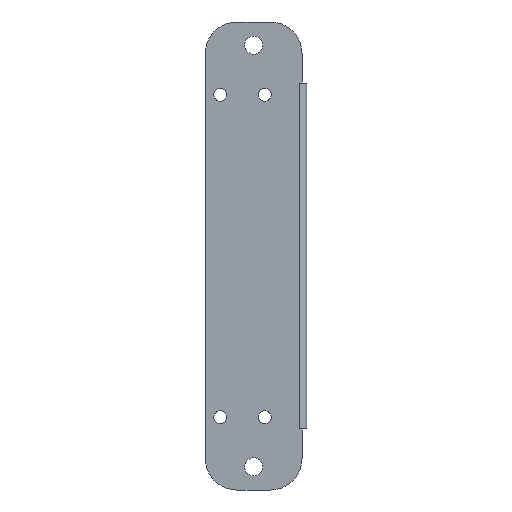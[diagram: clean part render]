
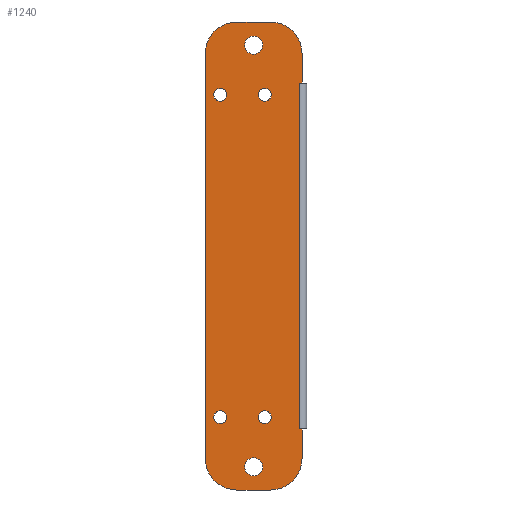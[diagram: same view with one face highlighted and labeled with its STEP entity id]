
A CAD part, left-side view. The second image highlights one B-rep face of the part: STEP entity #1240.
In plain terms, the highlighted planar face has unit normal (-1, 0, 0).
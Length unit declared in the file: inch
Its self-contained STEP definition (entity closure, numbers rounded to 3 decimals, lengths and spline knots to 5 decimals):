
#93=CARTESIAN_POINT('',(-0.0748,-0.5,-3.21457));
#94=DIRECTION('',(-1.,0.,0.));
#95=DIRECTION('',(0.,1.,0.));
#96=AXIS2_PLACEMENT_3D('',#93,#94,#95);
#111=CARTESIAN_POINT('',(-0.0748,-0.5,3.21457));
#112=DIRECTION('',(-1.,0.,0.));
#113=DIRECTION('',(0.,0.,1.));
#114=AXIS2_PLACEMENT_3D('',#111,#112,#113);
#129=CARTESIAN_POINT('',(-0.0748,-1.03543,
3.21457));
#130=DIRECTION('',(-1.,0.,0.));
#131=DIRECTION('',(0.,-1.,0.));
#132=AXIS2_PLACEMENT_3D('',#129,#130,#131);
#311=CARTESIAN_POINT('',(-0.0748,-1.03543,
-3.21457));
#312=DIRECTION('',(-1.,0.,0.));
#313=DIRECTION('',(0.,0.,-1.));
#314=AXIS2_PLACEMENT_3D('',#311,#312,#313);
#325=DIRECTION('',(0.,0.,1.));
#326=VECTOR('',#325,6.42913);
#327=CARTESIAN_POINT('',(-0.0748,0.,-3.21457));
#328=LINE('',#327,#326);
#329=DIRECTION('',(0.,-1.,0.));
#330=VECTOR('',#329,0.53543);
#331=CARTESIAN_POINT('',(-0.0748,-0.5,3.71457));
#332=LINE('',#331,#330);
#333=DIRECTION('',(0.,0.,-1.));
#334=VECTOR('',#333,0.4685);
#335=CARTESIAN_POINT('',(-0.0748,-1.53543,
3.21457));
#336=LINE('',#335,#334);
#337=DIRECTION('',(0.,-1.,0.));
#338=VECTOR('',#337,0.0374);
#339=CARTESIAN_POINT('',(-0.0748,-1.49803,
2.74606));
#340=LINE('',#339,#338);
#341=DIRECTION('',(0.,-1.,0.));
#342=VECTOR('',#341,0.0374);
#343=CARTESIAN_POINT('',(-0.0748,-1.49803,
-2.74606));
#344=LINE('',#343,#342);
#345=DIRECTION('',(0.,0.,-1.));
#346=VECTOR('',#345,0.4685);
#347=CARTESIAN_POINT('',(-0.0748,-1.53543,
-2.74606));
#348=LINE('',#347,#346);
#349=DIRECTION('',(0.,1.,0.));
#350=VECTOR('',#349,0.53543);
#351=CARTESIAN_POINT('',(-0.0748,-1.03543,
-3.71457));
#352=LINE('',#351,#350);
#353=CARTESIAN_POINT('',(-0.0748,-0.94488,
2.55906));
#354=DIRECTION('',(1.,0.,0.));
#355=DIRECTION('',(0.,0.,-1.));
#356=AXIS2_PLACEMENT_3D('',#353,#354,#355);
#358=CARTESIAN_POINT('',(-0.0748,-0.94488,
2.55906));
#359=DIRECTION('',(1.,0.,0.));
#360=DIRECTION('',(0.,0.,1.));
#361=AXIS2_PLACEMENT_3D('',#358,#359,#360);
#363=CARTESIAN_POINT('',(-0.0748,-0.23622,
2.55906));
#364=DIRECTION('',(1.,0.,0.));
#365=DIRECTION('',(0.,0.,-1.));
#366=AXIS2_PLACEMENT_3D('',#363,#364,#365);
#368=CARTESIAN_POINT('',(-0.0748,-0.23622,
2.55906));
#369=DIRECTION('',(1.,0.,0.));
#370=DIRECTION('',(0.,0.,1.));
#371=AXIS2_PLACEMENT_3D('',#368,#369,#370);
#373=CARTESIAN_POINT('',(-0.0748,-0.23622,
-2.55906));
#374=DIRECTION('',(1.,0.,0.));
#375=DIRECTION('',(0.,0.,-1.));
#376=AXIS2_PLACEMENT_3D('',#373,#374,#375);
#378=CARTESIAN_POINT('',(-0.0748,-0.23622,
-2.55906));
#379=DIRECTION('',(1.,0.,0.));
#380=DIRECTION('',(0.,0.,1.));
#381=AXIS2_PLACEMENT_3D('',#378,#379,#380);
#383=CARTESIAN_POINT('',(-0.0748,-0.94488,
-2.55906));
#384=DIRECTION('',(1.,0.,0.));
#385=DIRECTION('',(0.,0.,-1.));
#386=AXIS2_PLACEMENT_3D('',#383,#384,#385);
#388=CARTESIAN_POINT('',(-0.0748,-0.94488,
-2.55906));
#389=DIRECTION('',(1.,0.,0.));
#390=DIRECTION('',(0.,0.,1.));
#391=AXIS2_PLACEMENT_3D('',#388,#389,#390);
#393=CARTESIAN_POINT('',(-0.0748,-0.76772,
3.34646));
#394=DIRECTION('',(1.,0.,0.));
#395=DIRECTION('',(0.,0.,-1.));
#396=AXIS2_PLACEMENT_3D('',#393,#394,#395);
#398=CARTESIAN_POINT('',(-0.0748,-0.76772,
3.34646));
#399=DIRECTION('',(1.,0.,0.));
#400=DIRECTION('',(0.,0.,1.));
#401=AXIS2_PLACEMENT_3D('',#398,#399,#400);
#403=CARTESIAN_POINT('',(-0.0748,-0.76772,
-3.34646));
#404=DIRECTION('',(1.,0.,0.));
#405=DIRECTION('',(0.,0.,-1.));
#406=AXIS2_PLACEMENT_3D('',#403,#404,#405);
#408=CARTESIAN_POINT('',(-0.0748,-0.76772,
-3.34646));
#409=DIRECTION('',(1.,0.,0.));
#410=DIRECTION('',(0.,0.,1.));
#411=AXIS2_PLACEMENT_3D('',#408,#409,#410);
#427=DIRECTION('',(0.,0.,-1.));
#428=VECTOR('',#427,5.49213);
#429=CARTESIAN_POINT('',(-0.0748,-1.49803,
2.74606));
#430=LINE('',#429,#428);
#617=CARTESIAN_POINT('',(-0.0748,-1.49803,
2.74606));
#618=CARTESIAN_POINT('',(-0.0748,-1.53543,
2.74606));
#619=VERTEX_POINT('',#617);
#620=VERTEX_POINT('',#618);
#641=CARTESIAN_POINT('',(-0.0748,-0.94488,
-2.66142));
#642=CARTESIAN_POINT('',(-0.0748,-0.94488,
-2.45669));
#643=VERTEX_POINT('',#641);
#644=VERTEX_POINT('',#642);
#645=CARTESIAN_POINT('',(-0.0748,-0.23622,
-2.66142));
#646=CARTESIAN_POINT('',(-0.0748,-0.23622,
-2.45669));
#647=VERTEX_POINT('',#645);
#648=VERTEX_POINT('',#646);
#649=CARTESIAN_POINT('',(-0.0748,-0.23622,
2.45669));
#650=CARTESIAN_POINT('',(-0.0748,-0.23622,
2.66142));
#651=VERTEX_POINT('',#649);
#652=VERTEX_POINT('',#650);
#653=CARTESIAN_POINT('',(-0.0748,-0.94488,
2.45669));
#654=CARTESIAN_POINT('',(-0.0748,-0.94488,
2.66142));
#655=VERTEX_POINT('',#653);
#656=VERTEX_POINT('',#654);
#673=CARTESIAN_POINT('',(-0.0748,0.,-3.21457));
#675=VERTEX_POINT('',#673);
#677=CARTESIAN_POINT('',(-0.0748,-0.5,-3.71457));
#678=VERTEX_POINT('',#677);
#681=CARTESIAN_POINT('',(-0.0748,-0.5,3.71457));
#683=VERTEX_POINT('',#681);
#685=CARTESIAN_POINT('',(-0.0748,0.,3.21457));
#686=VERTEX_POINT('',#685);
#729=CARTESIAN_POINT('',(-0.0748,-0.76772,
-3.48917));
#730=CARTESIAN_POINT('',(-0.0748,-0.76772,
-3.20374));
#731=VERTEX_POINT('',#729);
#732=VERTEX_POINT('',#730);
#733=CARTESIAN_POINT('',(-0.0748,-0.76772,
3.20374));
#734=CARTESIAN_POINT('',(-0.0748,-0.76772,
3.48917));
#735=VERTEX_POINT('',#733);
#736=VERTEX_POINT('',#734);
#741=CARTESIAN_POINT('',(-0.0748,-1.49803,
-2.74606));
#742=CARTESIAN_POINT('',(-0.0748,-1.53543,
-2.74606));
#743=VERTEX_POINT('',#741);
#744=VERTEX_POINT('',#742);
#759=CARTESIAN_POINT('',(-0.0748,-1.03543,
-3.71457));
#760=VERTEX_POINT('',#759);
#763=CARTESIAN_POINT('',(-0.0748,-1.03543,
3.71457));
#764=VERTEX_POINT('',#763);
#765=CARTESIAN_POINT('',(-0.0748,-1.53543,
3.21457));
#767=VERTEX_POINT('',#765);
#769=CARTESIAN_POINT('',(-0.0748,-1.53543,
-3.21457));
#770=VERTEX_POINT('',#769);
#1184=CARTESIAN_POINT('',(-0.0748,0.,-3.71457));
#1185=DIRECTION('',(1.,0.,0.));
#1186=DIRECTION('',(0.,0.,1.));
#1187=AXIS2_PLACEMENT_3D('',#1184,#1185,#1186);
#1188=PLANE('',#1187);
#1189=ORIENTED_EDGE('',*,*,#864,.F.);
#1190=ORIENTED_EDGE('',*,*,#881,.T.);
#1191=ORIENTED_EDGE('',*,*,#893,.F.);
#1192=ORIENTED_EDGE('',*,*,#909,.T.);
#1193=ORIENTED_EDGE('',*,*,#921,.F.);
#1194=ORIENTED_EDGE('',*,*,#937,.T.);
#1195=ORIENTED_EDGE('',*,*,#950,.F.);
#1197=ORIENTED_EDGE('',*,*,#1196,.T.);
#1198=ORIENTED_EDGE('',*,*,#1137,.T.);
#1199=ORIENTED_EDGE('',*,*,#1150,.T.);
#1200=ORIENTED_EDGE('',*,*,#1164,.F.);
#1201=ORIENTED_EDGE('',*,*,#1177,.T.);
#1202=EDGE_LOOP('',(#1189,#1190,#1191,#1192,#1193,#1194,#1195,#1197,#1198,#1199,
#1200,#1201));
#1203=FACE_OUTER_BOUND('',#1202,.F.);
#1205=ORIENTED_EDGE('',*,*,#1204,.F.);
#1207=ORIENTED_EDGE('',*,*,#1206,.F.);
#1208=EDGE_LOOP('',(#1205,#1207));
#1209=FACE_BOUND('',#1208,.F.);
#1211=ORIENTED_EDGE('',*,*,#1210,.F.);
#1213=ORIENTED_EDGE('',*,*,#1212,.F.);
#1214=EDGE_LOOP('',(#1211,#1213));
#1215=FACE_BOUND('',#1214,.F.);
#1217=ORIENTED_EDGE('',*,*,#1216,.F.);
#1219=ORIENTED_EDGE('',*,*,#1218,.F.);
#1220=EDGE_LOOP('',(#1217,#1219));
#1221=FACE_BOUND('',#1220,.F.);
#1223=ORIENTED_EDGE('',*,*,#1222,.F.);
#1225=ORIENTED_EDGE('',*,*,#1224,.F.);
#1226=EDGE_LOOP('',(#1223,#1225));
#1227=FACE_BOUND('',#1226,.F.);
#1229=ORIENTED_EDGE('',*,*,#1228,.F.);
#1231=ORIENTED_EDGE('',*,*,#1230,.F.);
#1232=EDGE_LOOP('',(#1229,#1231));
#1233=FACE_BOUND('',#1232,.F.);
#1235=ORIENTED_EDGE('',*,*,#1234,.F.);
#1237=ORIENTED_EDGE('',*,*,#1236,.F.);
#1238=EDGE_LOOP('',(#1235,#1237));
#1239=FACE_BOUND('',#1238,.F.);
#1240=ADVANCED_FACE('',(#1203,#1209,#1215,#1221,#1227,#1233,#1239),#1188,.F.);
#97=CIRCLE('',#96,0.5);
#115=CIRCLE('',#114,0.5);
#133=CIRCLE('',#132,0.5);
#315=CIRCLE('',#314,0.5);
#357=CIRCLE('',#356,0.10236);
#362=CIRCLE('',#361,0.10236);
#367=CIRCLE('',#366,0.10236);
#372=CIRCLE('',#371,0.10236);
#377=CIRCLE('',#376,0.10236);
#382=CIRCLE('',#381,0.10236);
#387=CIRCLE('',#386,0.10236);
#392=CIRCLE('',#391,0.10236);
#397=CIRCLE('',#396,0.14272);
#402=CIRCLE('',#401,0.14272);
#407=CIRCLE('',#406,0.14272);
#412=CIRCLE('',#411,0.14272);
#864=EDGE_CURVE('',#675,#678,#97,.T.);
#881=EDGE_CURVE('',#675,#686,#328,.T.);
#893=EDGE_CURVE('',#683,#686,#115,.T.);
#909=EDGE_CURVE('',#683,#764,#332,.T.);
#921=EDGE_CURVE('',#767,#764,#133,.T.);
#937=EDGE_CURVE('',#767,#620,#336,.T.);
#950=EDGE_CURVE('',#619,#620,#340,.T.);
#1137=EDGE_CURVE('',#743,#744,#344,.T.);
#1150=EDGE_CURVE('',#744,#770,#348,.T.);
#1164=EDGE_CURVE('',#760,#770,#315,.T.);
#1177=EDGE_CURVE('',#760,#678,#352,.T.);
#1196=EDGE_CURVE('',#619,#743,#430,.T.);
#1204=EDGE_CURVE('',#655,#656,#357,.T.);
#1206=EDGE_CURVE('',#656,#655,#362,.T.);
#1210=EDGE_CURVE('',#651,#652,#367,.T.);
#1212=EDGE_CURVE('',#652,#651,#372,.T.);
#1216=EDGE_CURVE('',#647,#648,#377,.T.);
#1218=EDGE_CURVE('',#648,#647,#382,.T.);
#1222=EDGE_CURVE('',#643,#644,#387,.T.);
#1224=EDGE_CURVE('',#644,#643,#392,.T.);
#1228=EDGE_CURVE('',#735,#736,#397,.T.);
#1230=EDGE_CURVE('',#736,#735,#402,.T.);
#1234=EDGE_CURVE('',#731,#732,#407,.T.);
#1236=EDGE_CURVE('',#732,#731,#412,.T.);
